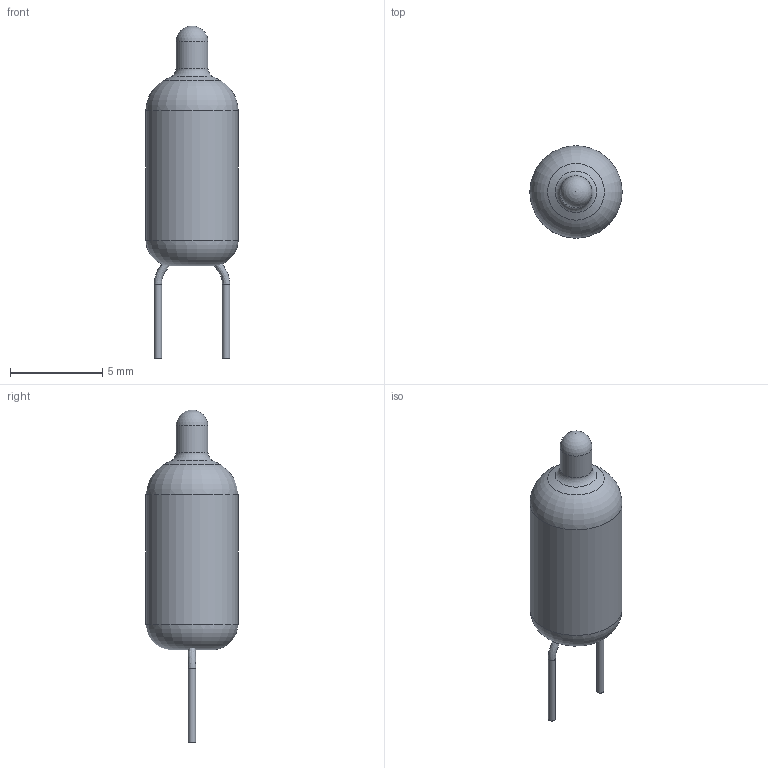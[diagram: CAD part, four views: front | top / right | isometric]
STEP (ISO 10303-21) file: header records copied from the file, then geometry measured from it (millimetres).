
FILE_DESCRIPTION(/* description */ ('STEP AP242','CAx-IF Rec.Pracs.---Representation and Presentation of Product Manufacturing Information (PMI)---4.0---2014-10-13','CAx-IF Rec.Pracs.---3D Tessellated Geometry---0.4---2014-09-14','2;1'),/* implementation_level */ '2;1');
FILE_NAME(/* name */ '62b08e3a67531577fe15805b',/* time_stamp */ '2022-06-20T15:11:54+00:00',/* author */ (''),/* organization */ (''),/* preprocessor_version */ 'ST-DEVELOPER v18.102',/* originating_system */ ' ',/* authorisation */ ' ');
FILE_SCHEMA (('AP242_MANAGED_MODEL_BASED_3D_ENGINEERING_MIM_LF { 1 0 10303 442 1 1 4 }'));
Length unit declared in the file: metre
Products named in the file (5): Part 4; Part 5; Part 3; Part 2; Part 1
Bounding box: 5 x 5 x 18 mm (x, y, z)
Volume: 103.7 mm3; surface area: 362.1 mm2
Topology: 5 solids, 6 shells, 27 faces, 43 edges, 26 vertices
Faces by surface type: plane 10, cylinder 7, torus 5, bspline 2, cone 2, sphere 1
Full cylindrical faces by diameter (mm): 0.4 x2, 1 x2, 1.734 x1, 3.8 x1, 5 x1
Entity records: 714 total; most frequent: CARTESIAN_POINT 185, DIRECTION 102, AXIS2_PLACEMENT_3D 51, FACE_BOUND 43, ORIENTED_EDGE 42, EDGE_LOOP 42, ADVANCED_FACE 27, VERTEX_POINT 22
